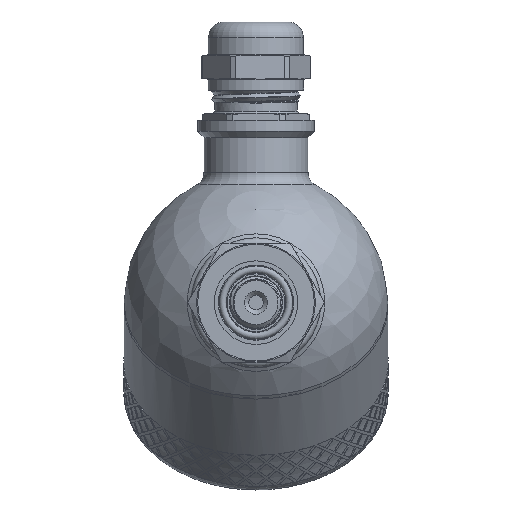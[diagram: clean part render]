
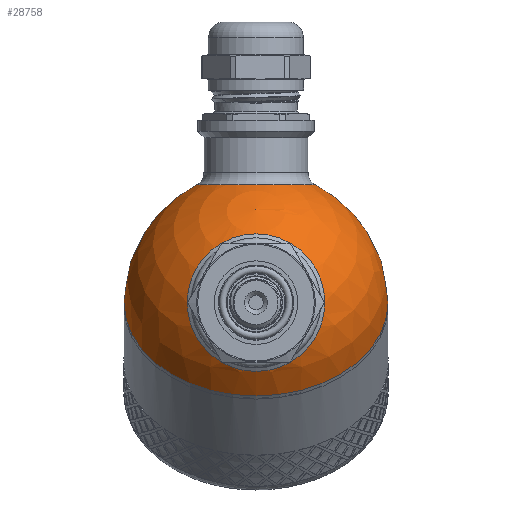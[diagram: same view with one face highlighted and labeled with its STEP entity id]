
A CAD part, left-side view. The second image highlights one B-rep face of the part: STEP entity #28758.
In plain terms, the highlighted spherical face has radius 30 mm.
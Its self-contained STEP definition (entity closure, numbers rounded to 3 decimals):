
#145=SPHERICAL_SURFACE('',#30578,30.);
#1213=FACE_BOUND('',#4205,.T.);
#1214=FACE_BOUND('',#4206,.T.);
#2359=FACE_OUTER_BOUND('',#4204,.T.);
#4204=EDGE_LOOP('',(#20727,#20728,#20729,#20730));
#4205=EDGE_LOOP('',(#20731));
#4206=EDGE_LOOP('',(#20732));
#5955=CIRCLE('',#30500,30.);
#5956=CIRCLE('',#30501,30.);
#5983=CIRCLE('',#30574,13.5);
#5986=CIRCLE('',#30579,30.);
#5987=CIRCLE('',#30580,15.643);
#11346=VERTEX_POINT('',#38490);
#11347=VERTEX_POINT('',#38492);
#11846=VERTEX_POINT('',#44879);
#11848=VERTEX_POINT('',#44886);
#11849=VERTEX_POINT('',#44888);
#14442=EDGE_CURVE('',#11346,#11347,#5955,.T.);
#14443=EDGE_CURVE('',#11347,#11346,#5956,.T.);
#15194=EDGE_CURVE('',#11846,#11846,#5983,.T.);
#15197=EDGE_CURVE('',#11347,#11848,#5986,.T.);
#15198=EDGE_CURVE('',#11849,#11849,#5987,.T.);
#20727=ORIENTED_EDGE('',*,*,#14443,.F.);
#20728=ORIENTED_EDGE('',*,*,#15197,.T.);
#20729=ORIENTED_EDGE('',*,*,#15197,.F.);
#20730=ORIENTED_EDGE('',*,*,#14442,.F.);
#20731=ORIENTED_EDGE('',*,*,#15198,.F.);
#20732=ORIENTED_EDGE('',*,*,#15194,.F.);
#28758=ADVANCED_FACE('',(#2359,#1213,#1214),#145,.T.);
#30500=AXIS2_PLACEMENT_3D('',#38493,#32154,#32155);
#30501=AXIS2_PLACEMENT_3D('',#38494,#32156,#32157);
#30574=AXIS2_PLACEMENT_3D('',#44880,#32566,#32567);
#30578=AXIS2_PLACEMENT_3D('',#44885,#32574,#32575);
#30579=AXIS2_PLACEMENT_3D('',#44887,#32576,#32577);
#30580=AXIS2_PLACEMENT_3D('',#44889,#32578,#32579);
#32154=DIRECTION('center_axis',(1.,0.,0.));
#32155=DIRECTION('ref_axis',(0.,1.,0.));
#32156=DIRECTION('center_axis',(1.,0.,0.));
#32157=DIRECTION('ref_axis',(0.,1.,0.));
#32566=DIRECTION('center_axis',(-0.707,0.,-0.707));
#32567=DIRECTION('ref_axis',(-0.707,0.,0.707));
#32574=DIRECTION('center_axis',(1.,0.,0.));
#32575=DIRECTION('ref_axis',(0.,-1.,0.));
#32576=DIRECTION('center_axis',(0.,0.,1.));
#32577=DIRECTION('ref_axis',(0.,1.,0.));
#32578=DIRECTION('center_axis',(-0.707,0.,0.707));
#32579=DIRECTION('ref_axis',(0.707,0.,0.707));
#38490=CARTESIAN_POINT('',(0.,-30.,0.));
#38492=CARTESIAN_POINT('',(0.,30.,0.));
#38493=CARTESIAN_POINT('Origin',(0.,0.,0.));
#38494=CARTESIAN_POINT('Origin',(0.,0.,0.));
#44879=CARTESIAN_POINT('',(-9.398,0.,-28.49));
#44880=CARTESIAN_POINT('Origin',(-18.944,0.,-18.944));
#44885=CARTESIAN_POINT('Origin',(0.,0.,0.));
#44886=CARTESIAN_POINT('',(-30.,0.,0.));
#44887=CARTESIAN_POINT('Origin',(0.,0.,0.));
#44888=CARTESIAN_POINT('',(-29.162,0.,7.04));
#44889=CARTESIAN_POINT('Origin',(-18.101,0.,18.101));
